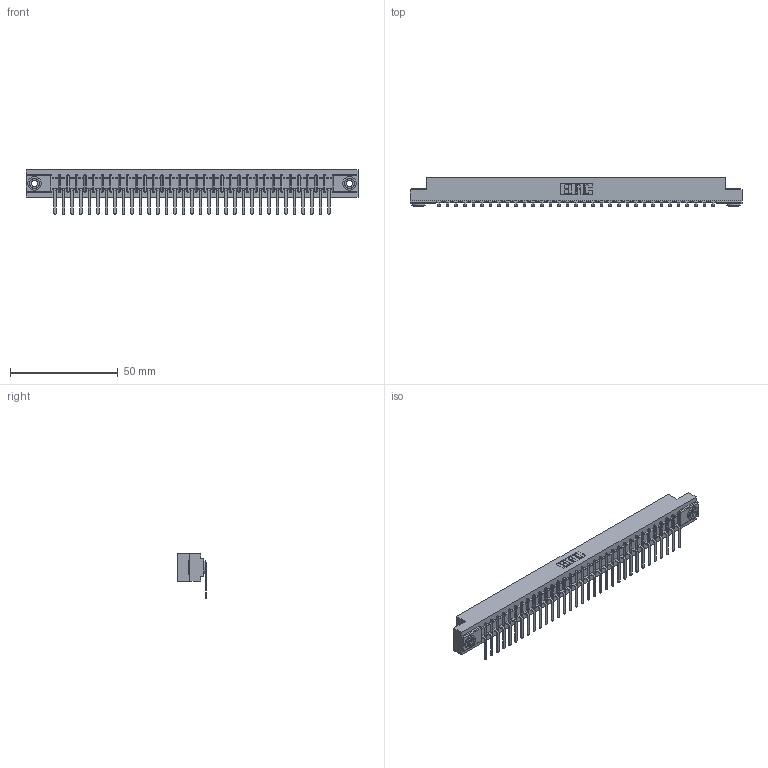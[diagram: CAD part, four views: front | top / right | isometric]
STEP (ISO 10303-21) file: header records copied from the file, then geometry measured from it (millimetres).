
FILE_DESCRIPTION (( 'STEP AP203' ), '1' );
FILE_NAME ('357-033-457-103.STEP', '2020-10-02T08:45:27', ( '' ), ( '' ), 'SwSTEP 2.0', 'SolidWorks 2020', '' );
FILE_SCHEMA (( 'CONFIG_CONTROL_DESIGN' ));
Length unit declared in the file: inch
Products named in the file (4): 307-290-002_557; 357-033-457-103; 307 Part_.156 Dia Mounting Holes; 345-250-002_345-250-002-102
Assembly tree (36 placements, depth 2):
  357-033-457-103
    307 Part_.156 Dia Mounting Holes
    307-290-002_557  x33
    345-250-002_345-250-002-102  x2
Bounding box: 153.77 x 13.36 x 20.66 mm (x, y, z)
Volume: 16478.7 mm3; surface area: 21350.7 mm2
Topology: 36 solids, 36 shells, 2778 faces, 8487 edges, 5562 vertices
Faces by surface type: plane 1645, cylinder 1057, sphere 68, cone 8
Entity records: 31319 total; most frequent: CARTESIAN_POINT 5261, ORIENTED_EDGE 5242, DIRECTION 5131, EDGE_CURVE 2621, LINE 1995, VECTOR 1995, VERTEX_POINT 1698, AXIS2_PLACEMENT_3D 1568
